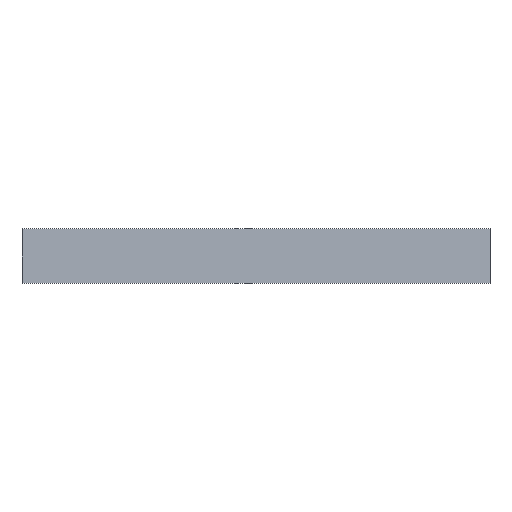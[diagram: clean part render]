
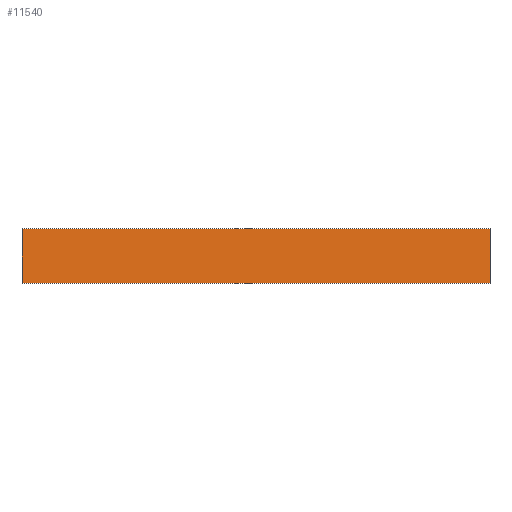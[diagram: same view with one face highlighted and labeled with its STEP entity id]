
A CAD part, front view. The second image highlights one B-rep face of the part: STEP entity #11540.
In plain terms, the highlighted face is planar.
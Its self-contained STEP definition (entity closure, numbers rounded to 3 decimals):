
#4660=CARTESIAN_POINT('',(-14.634,55.392,
86.9));
#4670=VERTEX_POINT('',#4660);
#4700=CARTESIAN_POINT('',(0.,56.724,86.9));
#4710=DIRECTION('',(0.996,0.091,
0.));
#4720=VECTOR('',#4710,1.);
#4730=LINE('',#4700,#4720);
#4740=CARTESIAN_POINT('',(-28.934,54.09,
86.9));
#4750=VERTEX_POINT('',#4740);
#4760=EDGE_CURVE('',#4750,#4670,#4730,.T.);
#6930=CARTESIAN_POINT('',(-14.634,55.392,209.9));
#6940=VERTEX_POINT('',#6930);
#7360=CARTESIAN_POINT('',(-28.934,54.09,209.9));
#7370=VERTEX_POINT('',#7360);
#7400=CARTESIAN_POINT('',(0.,56.724,209.9));
#7410=DIRECTION('',(0.996,0.091,0.));
#7420=VECTOR('',#7410,1.);
#7430=LINE('',#7400,#7420);
#7440=EDGE_CURVE('',#7370,#6940,#7430,.T.);
#11200=CARTESIAN_POINT('',(-28.934,54.09,0.));
#11210=DIRECTION('',(0.,0.,1.));
#11220=VECTOR('',#11210,1.);
#11230=LINE('',#11200,#11220);
#11240=EDGE_CURVE('',#4750,#7370,#11230,.T.);
#11380=CARTESIAN_POINT('',(-26.897,54.275,0.));
#11390=DIRECTION('',(-0.091,0.996,0.));
#11400=DIRECTION('',(0.996,0.091,0.));
#11410=AXIS2_PLACEMENT_3D('',#11380,#11390,#11400);
#11420=PLANE('',#11410);
#11430=ORIENTED_EDGE('',*,*,#11240,.T.);
#11440=ORIENTED_EDGE('',*,*,#4760,.F.);
#11450=CARTESIAN_POINT('',(-14.634,55.392,0.));
#11460=DIRECTION('',(0.,0.,1.));
#11470=VECTOR('',#11460,1.);
#11480=LINE('',#11450,#11470);
#11490=EDGE_CURVE('',#4670,#6940,#11480,.T.);
#11500=ORIENTED_EDGE('',*,*,#11490,.F.);
#11510=ORIENTED_EDGE('',*,*,#7440,.T.);
#11520=EDGE_LOOP('',(#11510,#11500,#11440,#11430));
#11530=FACE_OUTER_BOUND('',#11520,.T.);
#11540=ADVANCED_FACE('',(#11530),#11420,.T.);
